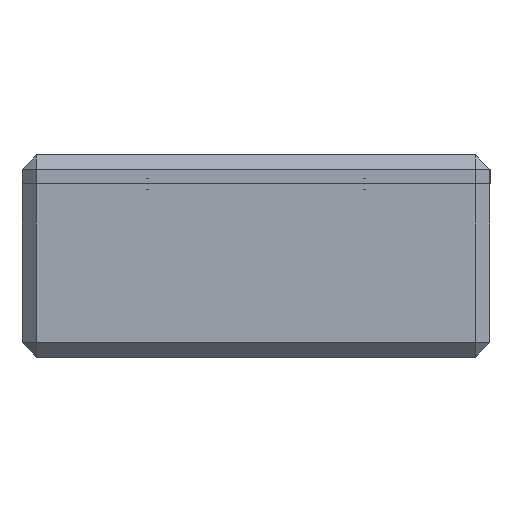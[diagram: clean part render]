
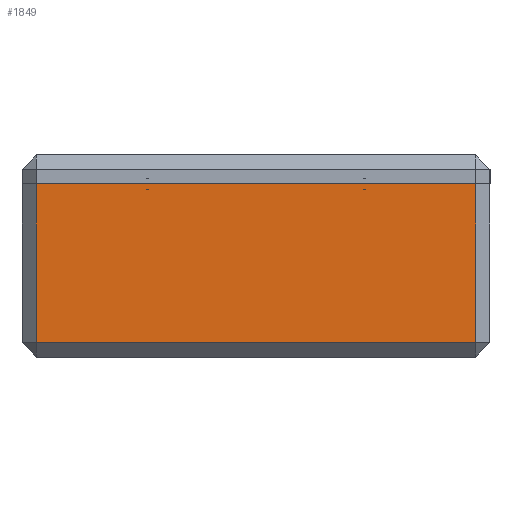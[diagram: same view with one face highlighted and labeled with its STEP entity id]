
A CAD part, left-side view. The second image highlights one B-rep face of the part: STEP entity #1849.
In plain terms, the highlighted planar face has unit normal (-1, 0, 0).
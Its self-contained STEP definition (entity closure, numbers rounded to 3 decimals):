
#213=FACE_OUTER_BOUND('',#357,.T.);
#357=EDGE_LOOP('',(#1639,#1640,#1641,#1642));
#536=LINE('',#2951,#744);
#539=LINE('',#2955,#747);
#542=LINE('',#2961,#750);
#554=LINE('',#2982,#762);
#744=VECTOR('',#2443,10.);
#747=VECTOR('',#2448,10.);
#750=VECTOR('',#2453,10.);
#762=VECTOR('',#2475,10.);
#906=VERTEX_POINT('',#2929);
#909=VERTEX_POINT('',#2939);
#912=VERTEX_POINT('',#2949);
#913=VERTEX_POINT('',#2957);
#1136=EDGE_CURVE('',#912,#909,#536,.T.);
#1139=EDGE_CURVE('',#909,#906,#539,.T.);
#1142=EDGE_CURVE('',#906,#913,#542,.T.);
#1154=EDGE_CURVE('',#913,#912,#554,.T.);
#1639=ORIENTED_EDGE('',*,*,#1136,.F.);
#1640=ORIENTED_EDGE('',*,*,#1154,.F.);
#1641=ORIENTED_EDGE('',*,*,#1142,.F.);
#1642=ORIENTED_EDGE('',*,*,#1139,.F.);
#1739=PLANE('',#2007);
#1849=ADVANCED_FACE('',(#213),#1739,.T.);
#2007=AXIS2_PLACEMENT_3D('',#3010,#2502,#2503);
#2443=DIRECTION('',(0.,0.,-1.));
#2448=DIRECTION('',(0.,1.,0.));
#2453=DIRECTION('',(0.,0.,1.));
#2475=DIRECTION('',(0.,-1.,0.));
#2502=DIRECTION('center_axis',(-1.,0.,0.));
#2503=DIRECTION('ref_axis',(0.,-1.,0.));
#2929=CARTESIAN_POINT('',(-68.,38.,2.5));
#2939=CARTESIAN_POINT('',(-68.,-38.,2.5));
#2949=CARTESIAN_POINT('',(-68.,-38.,30.));
#2951=CARTESIAN_POINT('',(-68.,-38.,0.));
#2955=CARTESIAN_POINT('',(-68.,20.25,2.5));
#2957=CARTESIAN_POINT('',(-68.,38.,30.));
#2961=CARTESIAN_POINT('',(-68.,38.,0.));
#2982=CARTESIAN_POINT('',(-68.,-40.5,30.));
#3010=CARTESIAN_POINT('Origin',(-68.,40.5,0.));
